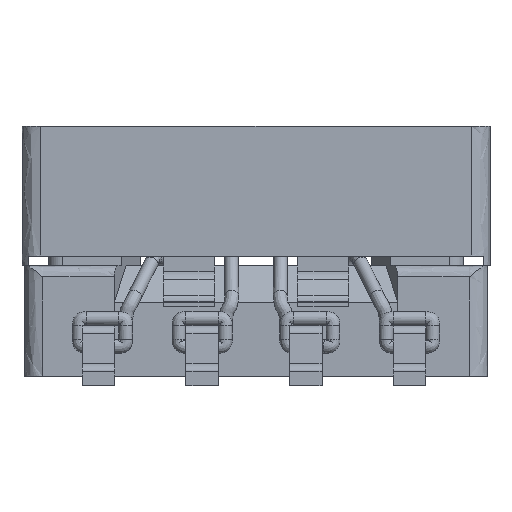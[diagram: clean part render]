
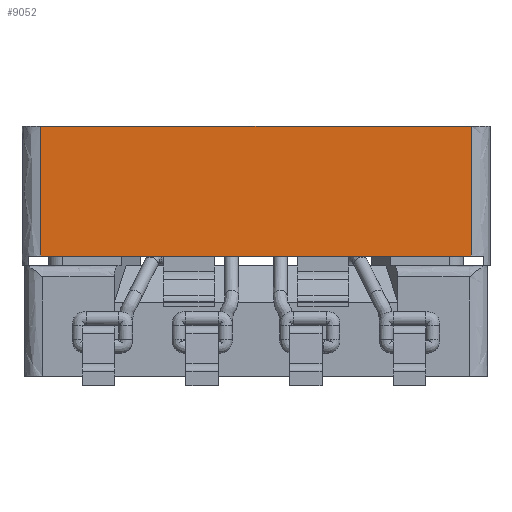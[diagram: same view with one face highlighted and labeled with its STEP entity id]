
A CAD part, left-side view. The second image highlights one B-rep face of the part: STEP entity #9052.
In plain terms, the highlighted free-form (B-spline) face has degree [1, 1] with [2, 2] control points.
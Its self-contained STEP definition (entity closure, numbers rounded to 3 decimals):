
#8985=CARTESIAN_POINT('',(-4.825,4.65,0.));
#8986=VERTEX_POINT('',#8985);
#8993=CARTESIAN_POINT('',(-4.825,4.65,-2.8));
#8994=VERTEX_POINT('',#8993);
#8995=CARTESIAN_POINT('',(-4.825,4.65,0.));
#8996=CARTESIAN_POINT('',(-4.825,4.65,-2.8));
#8997=B_SPLINE_CURVE_WITH_KNOTS('',1,(#8995,#8996),.POLYLINE_FORM.,.F.,.U.,(2,2),(0.,0.933),.UNSPECIFIED.);
#8998=EDGE_CURVE('',#8986,#8994,#8997,.T.);
#9025=CARTESIAN_POINT('',(-4.825,4.65,0.));
#9026=CARTESIAN_POINT('',(-4.825,4.65,-3.));
#9027=CARTESIAN_POINT('',(-4.825,-4.65,0.));
#9028=CARTESIAN_POINT('',(-4.825,-4.65,-3.));
#9029=B_SPLINE_SURFACE_WITH_KNOTS('',1,1,((#9025,#9026),(#9027,#9028)),.PLANE_SURF.,.F.,.F.,.U.,(2,2),(2,2),(0.,1.),(0.,1.),.UNSPECIFIED.);
#9030=CARTESIAN_POINT('',(-4.825,-4.65,0.));
#9031=VERTEX_POINT('',#9030);
#9032=CARTESIAN_POINT('',(-4.825,4.65,0.));
#9033=CARTESIAN_POINT('',(-4.825,-4.65,0.));
#9034=B_SPLINE_CURVE_WITH_KNOTS('',1,(#9032,#9033),.POLYLINE_FORM.,.F.,.U.,(2,2),(0.,1.),.UNSPECIFIED.);
#9035=EDGE_CURVE('',#8986,#9031,#9034,.T.);
#9036=ORIENTED_EDGE('',*,*,#9035,.T.);
#9037=CARTESIAN_POINT('',(-4.825,-4.65,-2.8));
#9038=VERTEX_POINT('',#9037);
#9039=CARTESIAN_POINT('',(-4.825,-4.65,0.));
#9040=CARTESIAN_POINT('',(-4.825,-4.65,-2.8));
#9041=B_SPLINE_CURVE_WITH_KNOTS('',1,(#9039,#9040),.POLYLINE_FORM.,.F.,.U.,(2,2),(0.,0.933),.UNSPECIFIED.);
#9042=EDGE_CURVE('',#9031,#9038,#9041,.T.);
#9043=ORIENTED_EDGE('',*,*,#9042,.T.);
#9044=CARTESIAN_POINT('',(-4.825,-4.65,-2.8));
#9045=CARTESIAN_POINT('',(-4.825,4.65,-2.8));
#9046=B_SPLINE_CURVE_WITH_KNOTS('',1,(#9044,#9045),.POLYLINE_FORM.,.F.,.U.,(2,2),(0.381,0.619),.UNSPECIFIED.);
#9047=EDGE_CURVE('',#9038,#8994,#9046,.T.);
#9048=ORIENTED_EDGE('',*,*,#9047,.T.);
#9049=ORIENTED_EDGE('',*,*,#8998,.F.);
#9050=EDGE_LOOP('',(#9036,#9043,#9048,#9049));
#9051=FACE_OUTER_BOUND('',#9050,.F.);
#9052=ADVANCED_FACE('',(#9051),#9029,.F.);
